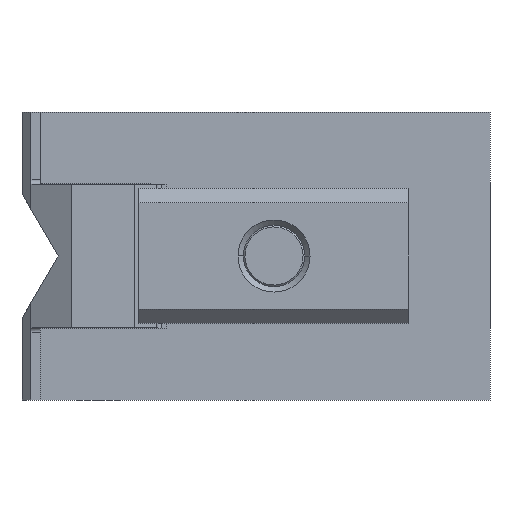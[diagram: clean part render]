
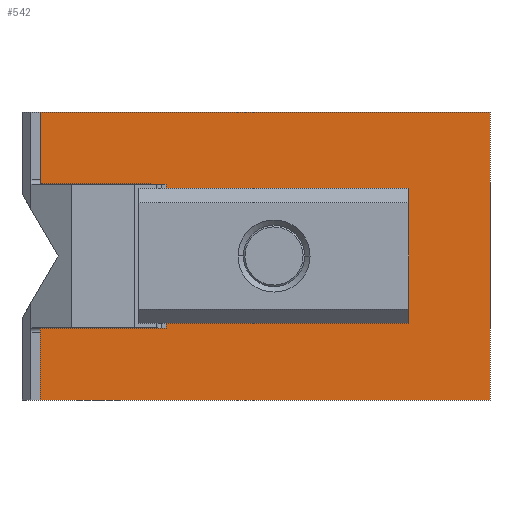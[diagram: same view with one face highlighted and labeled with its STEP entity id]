
A CAD part, front view. The second image highlights one B-rep face of the part: STEP entity #542.
In plain terms, the highlighted planar face has unit normal (0, -1, 0).
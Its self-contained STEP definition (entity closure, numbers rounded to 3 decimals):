
#542=ADVANCED_FACE('',(#1095,#1096),#1097,.T.);
#1095=FACE_OUTER_BOUND('',#1662,.T.);
#1096=FACE_BOUND('',#1663,.T.);
#1097=PLANE('',#1664);
#1662=EDGE_LOOP('',(#3172,#3173,#3174,#3175,#3176,#3177,#3178,#3179));
#1663=EDGE_LOOP('',(#3180,#3181));
#1664=AXIS2_PLACEMENT_3D('',#3182,#3183,#3184);
#3172=ORIENTED_EDGE('',*,*,#3886,.F.);
#3173=ORIENTED_EDGE('',*,*,#3887,.F.);
#3174=ORIENTED_EDGE('',*,*,#3888,.F.);
#3175=ORIENTED_EDGE('',*,*,#3889,.F.);
#3176=ORIENTED_EDGE('',*,*,#3890,.F.);
#3177=ORIENTED_EDGE('',*,*,#3891,.F.);
#3178=ORIENTED_EDGE('',*,*,#3892,.F.);
#3179=ORIENTED_EDGE('',*,*,#3893,.F.);
#3180=ORIENTED_EDGE('',*,*,#3854,.T.);
#3181=ORIENTED_EDGE('',*,*,#3874,.T.);
#3182=CARTESIAN_POINT('',(0.0,0.0,0.0));
#3183=DIRECTION('',(0.0,-1.0,0.0));
#3184=DIRECTION('',(0.0,0.0,-1.0));
#3854=EDGE_CURVE('NONE',#4734,#4732,#4735,.T.);
#3874=EDGE_CURVE('NONE',#4732,#4734,#4761,.T.);
#3886=EDGE_CURVE('NONE',#4781,#4782,#4783,.T.);
#3887=EDGE_CURVE('NONE',#4784,#4781,#4785,.T.);
#3888=EDGE_CURVE('NONE',#4786,#4784,#4787,.T.);
#3889=EDGE_CURVE('NONE',#4788,#4786,#4789,.T.);
#3890=EDGE_CURVE('NONE',#4790,#4788,#4791,.T.);
#3891=EDGE_CURVE('NONE',#4792,#4790,#4793,.T.);
#3892=EDGE_CURVE('NONE',#4794,#4792,#4795,.T.);
#3893=EDGE_CURVE('NONE',#4782,#4794,#4796,.T.);
#4732=VERTEX_POINT('NONE',#6252);
#4734=VERTEX_POINT('NONE',#6255);
#4735=CIRCLE('',#6256,4.2);
#4761=CIRCLE('',#6287,4.2);
#4781=VERTEX_POINT('NONE',#6315);
#4782=VERTEX_POINT('NONE',#6316);
#4783=LINE('',#6317,#6318);
#4784=VERTEX_POINT('NONE',#6319);
#4785=LINE('',#6320,#6321);
#4786=VERTEX_POINT('NONE',#6322);
#4787=LINE('',#6323,#6324);
#4788=VERTEX_POINT('NONE',#6325);
#4789=LINE('',#6326,#6327);
#4790=VERTEX_POINT('NONE',#6328);
#4791=LINE('',#6329,#6330);
#4792=VERTEX_POINT('NONE',#6331);
#4793=LINE('',#6332,#6333);
#4794=VERTEX_POINT('NONE',#6334);
#4795=LINE('',#6335,#6336);
#4796=LINE('',#6337,#6338);
#6252=CARTESIAN_POINT('',(0.,0.0,4.2));
#6255=CARTESIAN_POINT('',(0.0,0.0,-4.2));
#6256=AXIS2_PLACEMENT_3D('',#6919,#6920,#6921);
#6287=AXIS2_PLACEMENT_3D('',#6954,#6955,#6956);
#6315=CARTESIAN_POINT('',(-26.0,0.0,-8.0));
#6316=CARTESIAN_POINT('',(-12.0,0.0,-8.0));
#6317=CARTESIAN_POINT('',(-12.0,0.0,-8.0));
#6318=VECTOR('',#6968,1000.0);
#6319=CARTESIAN_POINT('',(-26.0,0.0,-16.0));
#6320=CARTESIAN_POINT('',(-26.0,0.0,-8.0));
#6321=VECTOR('',#6969,1000.0);
#6322=CARTESIAN_POINT('',(24.0,0.0,-16.0));
#6323=CARTESIAN_POINT('',(-26.0,0.0,-16.0));
#6324=VECTOR('',#6970,1000.0);
#6325=CARTESIAN_POINT('',(24.0,0.0,16.0));
#6326=CARTESIAN_POINT('',(24.0,0.0,-16.0));
#6327=VECTOR('',#6971,1000.0);
#6328=CARTESIAN_POINT('',(-26.0,0.0,16.0));
#6329=CARTESIAN_POINT('',(24.0,0.0,16.0));
#6330=VECTOR('',#6972,1000.0);
#6331=CARTESIAN_POINT('',(-26.0,0.0,8.));
#6332=CARTESIAN_POINT('',(-26.0,0.0,16.0));
#6333=VECTOR('',#6973,1000.0);
#6334=CARTESIAN_POINT('',(-12.0,0.0,8.0));
#6335=CARTESIAN_POINT('',(-26.0,0.0,8.));
#6336=VECTOR('',#6974,1000.0);
#6337=CARTESIAN_POINT('',(-12.0,0.0,8.0));
#6338=VECTOR('',#6975,1000.0);
#6919=CARTESIAN_POINT('',(0.0,0.0,0.0));
#6920=DIRECTION('',(0.0,1.0,0.0));
#6921=DIRECTION('',(0.0,0.0,1.0));
#6954=CARTESIAN_POINT('',(0.0,0.0,0.0));
#6955=DIRECTION('',(0.0,1.0,0.0));
#6956=DIRECTION('',(0.0,0.0,1.0));
#6968=DIRECTION('',(1.0,-0.0,0.));
#6969=DIRECTION('',(0.,-0.0,1.0));
#6970=DIRECTION('',(-1.0,-0.0,-0.0));
#6971=DIRECTION('',(-0.0,-0.0,-1.0));
#6972=DIRECTION('',(1.0,-0.0,0.));
#6973=DIRECTION('',(-0.0,-0.0,1.0));
#6974=DIRECTION('',(-1.0,-0.0,0.));
#6975=DIRECTION('',(0.,-0.0,1.0));
